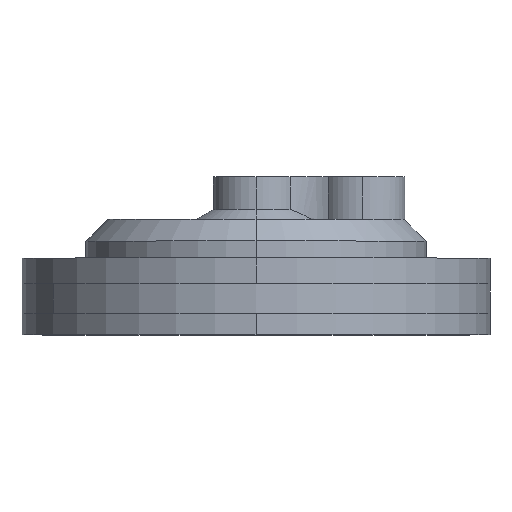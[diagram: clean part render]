
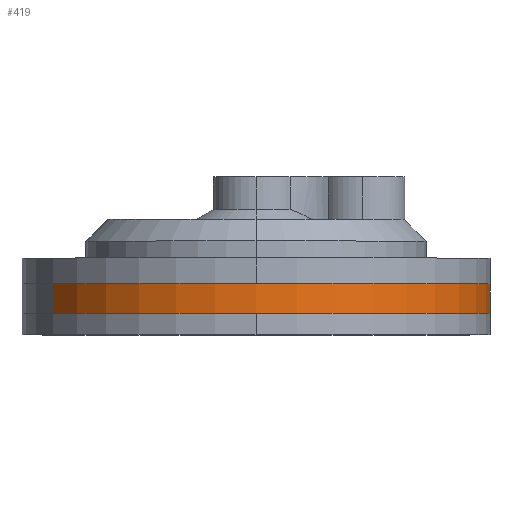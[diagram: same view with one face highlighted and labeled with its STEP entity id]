
A CAD part, top view. The second image highlights one B-rep face of the part: STEP entity #419.
In plain terms, the highlighted cylindrical face has radius 69.85 mm (diameter 139.7 mm), a partial arc.
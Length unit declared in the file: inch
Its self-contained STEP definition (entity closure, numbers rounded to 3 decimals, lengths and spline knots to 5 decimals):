
#38 = EDGE_CURVE ( 'NONE', #9874, #16211, #5643, .T. ) ;
#419 = ADVANCED_FACE ( 'NONE', ( #511 ), #4586, .T. ) ;
#511 = FACE_OUTER_BOUND ( 'NONE', #8107, .T. ) ;
#641 = ORIENTED_EDGE ( 'NONE', *, *, #13847, .T. ) ;
#827 = CARTESIAN_POINT ( 'NONE',  ( 0., 0.35, 0. ) ) ;
#1712 = VERTEX_POINT ( 'NONE', #2268 ) ;
#2268 = CARTESIAN_POINT ( 'NONE',  ( 0., 0., -2.75 ) ) ;
#4083 = EDGE_CURVE ( 'NONE', #14179, #9874, #7264, .T. ) ;
#4139 = ORIENTED_EDGE ( 'NONE', *, *, #38, .F. ) ;
#4586 = CYLINDRICAL_SURFACE ( 'NONE', #4715, 2.75 ) ;
#4688 = CARTESIAN_POINT ( 'NONE',  ( 0., 0., 2.75 ) ) ;
#4715 = AXIS2_PLACEMENT_3D ( 'NONE', #827, #10813, #15997 ) ;
#4826 = VECTOR ( 'NONE', #16072, 39.37008 ) ;
#5011 = CIRCLE ( 'NONE', #10755, 2.75 ) ;
#5273 = CARTESIAN_POINT ( 'NONE',  ( 0., 0.35, -2.75 ) ) ;
#5643 = LINE ( 'NONE', #10942, #10169 ) ;
#6993 = AXIS2_PLACEMENT_3D ( 'NONE', #9086, #8997, #14181 ) ;
#7264 = CIRCLE ( 'NONE', #6993, 2.75 ) ;
#7530 = ORIENTED_EDGE ( 'NONE', *, *, #10355, .T. ) ;
#7888 = CARTESIAN_POINT ( 'NONE',  ( 0., 0.35, -2.75 ) ) ;
#8107 = EDGE_LOOP ( 'NONE', ( #4139, #15946, #641, #7530 ) ) ;
#8997 = DIRECTION ( 'NONE',  ( 0., 1., 0. ) ) ;
#9086 = CARTESIAN_POINT ( 'NONE',  ( 0., 0.35, 0. ) ) ;
#9874 = VERTEX_POINT ( 'NONE', #11789 ) ;
#10169 = VECTOR ( 'NONE', #14840, 39.37008 ) ;
#10355 = EDGE_CURVE ( 'NONE', #1712, #16211, #5011, .T. ) ;
#10755 = AXIS2_PLACEMENT_3D ( 'NONE', #16004, #10986, #13613 ) ;
#10813 = DIRECTION ( 'NONE',  ( 0., -1., 0. ) ) ;
#10942 = CARTESIAN_POINT ( 'NONE',  ( 0., 0.35, 2.75 ) ) ;
#10986 = DIRECTION ( 'NONE',  ( 0., 1., 0. ) ) ;
#11789 = CARTESIAN_POINT ( 'NONE',  ( 0., 0.35, 2.75 ) ) ;
#13613 = DIRECTION ( 'NONE',  ( 0., 0., 1. ) ) ;
#13847 = EDGE_CURVE ( 'NONE', #14179, #1712, #14400, .T. ) ;
#14179 = VERTEX_POINT ( 'NONE', #7888 ) ;
#14181 = DIRECTION ( 'NONE',  ( 0., 0., 1. ) ) ;
#14400 = LINE ( 'NONE', #5273, #4826 ) ;
#14840 = DIRECTION ( 'NONE',  ( 0., -1., 0. ) ) ;
#15946 = ORIENTED_EDGE ( 'NONE', *, *, #4083, .F. ) ;
#15997 = DIRECTION ( 'NONE',  ( 0., 0., -1. ) ) ;
#16004 = CARTESIAN_POINT ( 'NONE',  ( 0., 0., 0. ) ) ;
#16072 = DIRECTION ( 'NONE',  ( 0., -1., 0. ) ) ;
#16211 = VERTEX_POINT ( 'NONE', #4688 ) ;
